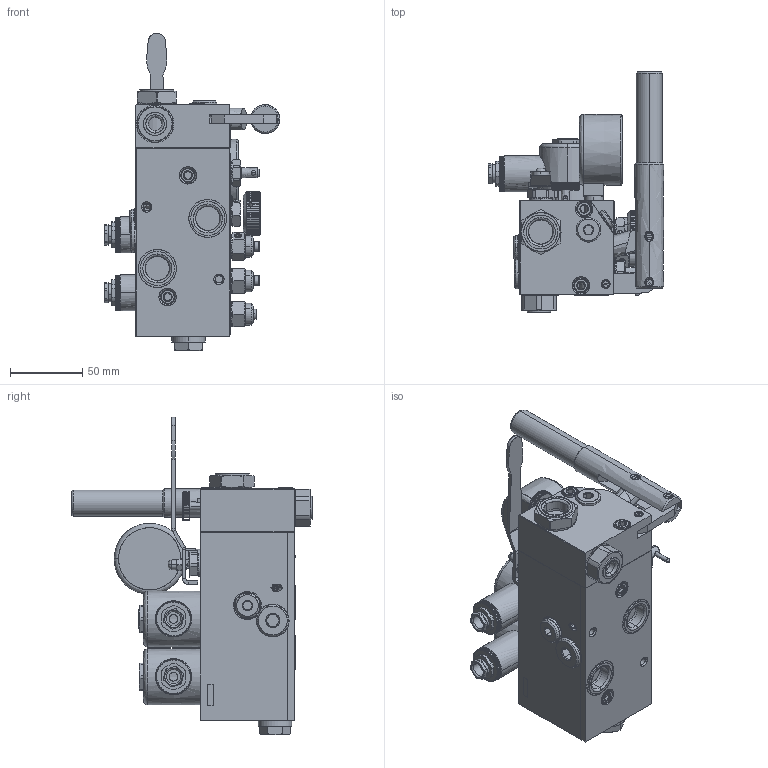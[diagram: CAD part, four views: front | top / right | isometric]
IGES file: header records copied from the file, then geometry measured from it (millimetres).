
Start section: SolidWorks IGES file using analytic representation for surfaces
Global section: file name: KV2P BV KS H.IGS; native system: SolidWorks 2010; preprocessor: SolidWorks 2010; author: P.Mehta; date: 100422.113400; units: millimetre
Bounding box: 121.23 x 166.62 x 219.66 mm (x, y, z)
Surface area: 127163.6 mm2 (no closed solid volume)
Topology: 0 solids, 0 shells, 1539 faces, 25557 edges, 31238 vertices
Faces by surface type: revolution 818, bspline 721
